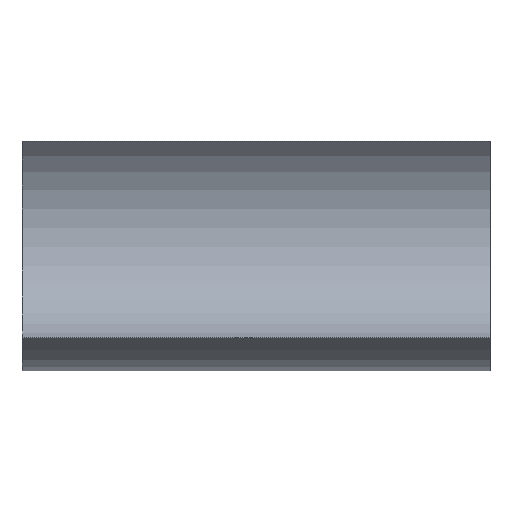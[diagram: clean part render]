
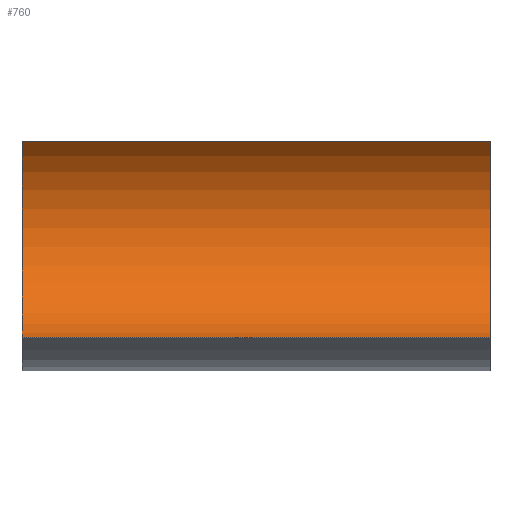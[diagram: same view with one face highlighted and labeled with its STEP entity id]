
A CAD part, left-side view. The second image highlights one B-rep face of the part: STEP entity #760.
In plain terms, the highlighted cylindrical face has radius 2 mm (diameter 4 mm), a partial arc.
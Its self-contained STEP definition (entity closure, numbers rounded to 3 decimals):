
#60=CARTESIAN_POINT('',(-22.186,-133.3,10.573));
#70=DIRECTION('',(0.,1.,0.));
#80=VECTOR('',#70,1.);
#90=LINE('',#60,#80);
#100=CARTESIAN_POINT('',(-22.186,-133.3,10.573));
#110=VERTEX_POINT('',#100);
#120=CARTESIAN_POINT('',(-22.186,-125.3,10.573));
#130=VERTEX_POINT('',#120);
#140=EDGE_CURVE('',#110,#130,#90,.T.);
#210=CARTESIAN_POINT('',(-20.249,-133.3,13.927));
#220=VERTEX_POINT('',#210);
#250=CARTESIAN_POINT('',(-20.249,-133.3,13.927));
#260=DIRECTION('',(0.,1.,0.));
#270=VECTOR('',#260,1.);
#280=LINE('',#250,#270);
#290=CARTESIAN_POINT('',(-20.249,-125.3,13.927));
#300=VERTEX_POINT('',#290);
#310=EDGE_CURVE('',#220,#300,#280,.T.);
#490=CARTESIAN_POINT('',(-21.651,-125.3,12.5));
#500=DIRECTION('',(0.,-1.,0.));
#510=DIRECTION('',(-0.268,0.,-0.964));
#520=AXIS2_PLACEMENT_3D('',#490,#500,#510);
#530=CIRCLE('',#520,2.);
#540=EDGE_CURVE('',#130,#300,#530,.T.);
#590=CARTESIAN_POINT('',(-21.651,-131.3,12.5));
#600=DIRECTION('',(0.,-1.,0.));
#610=DIRECTION('',(0.866,0.,
-0.5));
#620=AXIS2_PLACEMENT_3D('',#590,#600,#610);
#630=CYLINDRICAL_SURFACE('',#620,2.);
#640=ORIENTED_EDGE('',*,*,#540,.F.);
#650=ORIENTED_EDGE('',*,*,#310,.T.);
#660=CARTESIAN_POINT('',(-21.651,-133.3,12.5));
#670=DIRECTION('',(0.,1.,0.));
#680=DIRECTION('',(0.866,0.,
-0.5));
#690=AXIS2_PLACEMENT_3D('',#660,#670,#680);
#700=CIRCLE('',#690,2.);
#710=EDGE_CURVE('',#220,#110,#700,.T.);
#720=ORIENTED_EDGE('',*,*,#710,.F.);
#730=ORIENTED_EDGE('',*,*,#140,.F.);
#740=EDGE_LOOP('',(#730,#720,#650,#640));
#750=FACE_OUTER_BOUND('',#740,.T.);
#760=ADVANCED_FACE('',(#750),#630,.F.);
